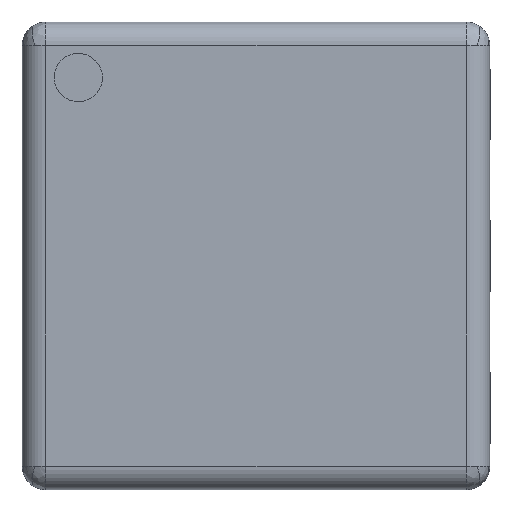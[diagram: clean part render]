
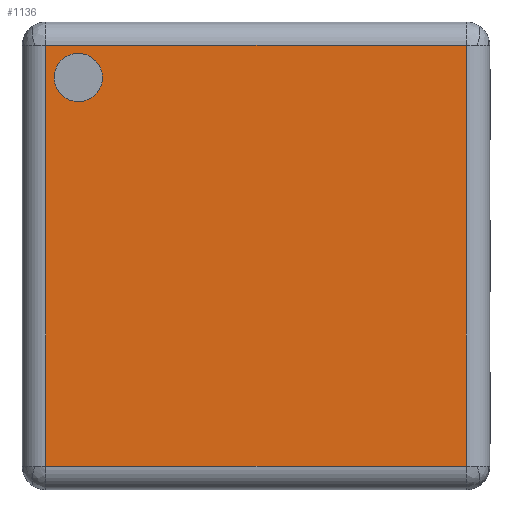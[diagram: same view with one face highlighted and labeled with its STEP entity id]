
A CAD part, top view. The second image highlights one B-rep face of the part: STEP entity #1136.
In plain terms, the highlighted planar face has unit normal (0, 0, 1).
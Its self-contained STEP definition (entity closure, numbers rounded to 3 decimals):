
#8 = CARTESIAN_POINT ( 'NONE',  ( -0.657, 0.763, 0.61 ) ) ;
#52 = CARTESIAN_POINT ( 'NONE',  ( -0.657, 0.763, 0.61 ) ) ;
#67 = CARTESIAN_POINT ( 'NONE',  ( -0.666, 0.709, 0.61 ) ) ;
#183 = CARTESIAN_POINT ( 'NONE',  ( -0.76, 0.871, 0.61 ) ) ;
#201 = CARTESIAN_POINT ( 'NONE',  ( -0.666, 0.817, 0.61 ) ) ;
#274 = EDGE_LOOP ( 'NONE', ( #554, #1438, #3179, #992 ) ) ;
#281 = EDGE_CURVE ( 'NONE', #999, #2838, #974, .T. ) ;
#369 = VECTOR ( 'NONE', #916, 1000. ) ;
#416 = CARTESIAN_POINT ( 'NONE',  ( -0.657, 0.781, 0.61 ) ) ;
#422 = ORIENTED_EDGE ( 'NONE', *, *, #281, .T. ) ;
#461 = AXIS2_PLACEMENT_3D ( 'NONE', #2183, #2415, #1913 ) ;
#469 = VECTOR ( 'NONE', #2642, 1000. ) ;
#554 = ORIENTED_EDGE ( 'NONE', *, *, #597, .F. ) ;
#597 = EDGE_CURVE ( 'NONE', #1420, #2988, #1594, .T. ) ;
#638 = CARTESIAN_POINT ( 'NONE',  ( -0.864, 0.763, 0.61 ) ) ;
#677 = CARTESIAN_POINT ( 'NONE',  ( -0.854, 0.817, 0.61 ) ) ;
#726 = CARTESIAN_POINT ( 'NONE',  ( -0.9, 0.5, 0.61 ) ) ;
#823 = CARTESIAN_POINT ( 'NONE',  ( -0.854, 0.709, 0.61 ) ) ;
#899 = LINE ( 'NONE', #3210, #369 ) ;
#916 = DIRECTION ( 'NONE',  ( -1., 0., 0. ) ) ;
#974 = B_SPLINE_CURVE_WITH_KNOTS ( 'NONE', 3,
 ( #2437, #1363, #677, #2758, #183, #1453, #201, #416, #2230 ),
 .UNSPECIFIED., .F., .F.,
 ( 4, 1, 1, 1, 1, 1, 4 ),
 ( 0.5, 0.583, 0.667, 0.75, 0.833, 0.917, 1. ),
 .UNSPECIFIED. ) ;
#992 = ORIENTED_EDGE ( 'NONE', *, *, #1038, .F. ) ;
#993 = DIRECTION ( 'NONE',  ( 0., 1., 0. ) ) ;
#999 = VERTEX_POINT ( 'NONE', #638 ) ;
#1012 = CARTESIAN_POINT ( 'NONE',  ( 0.9, -0.5, 0.61 ) ) ;
#1038 = EDGE_CURVE ( 'NONE', #2988, #2236, #899, .T. ) ;
#1136 = ADVANCED_FACE ( 'NONE', ( #3247, #1634 ), #2667, .T. ) ;
#1244 = B_SPLINE_CURVE_WITH_KNOTS ( 'NONE', 3,
 ( #52, #2378, #67, #2598, #2111, #2126, #823, #1854, #1285 ),
 .UNSPECIFIED., .F., .F.,
 ( 4, 1, 1, 1, 1, 1, 4 ),
 ( 0., 0.083, 0.167, 0.25, 0.333, 0.417, 0.5 ),
 .UNSPECIFIED. ) ;
#1285 = CARTESIAN_POINT ( 'NONE',  ( -0.864, 0.763, 0.61 ) ) ;
#1363 = CARTESIAN_POINT ( 'NONE',  ( -0.864, 0.781, 0.61 ) ) ;
#1379 = LINE ( 'NONE', #1607, #469 ) ;
#1420 = VERTEX_POINT ( 'NONE', #1764 ) ;
#1438 = ORIENTED_EDGE ( 'NONE', *, *, #1464, .F. ) ;
#1453 = CARTESIAN_POINT ( 'NONE',  ( -0.706, 0.857, 0.61 ) ) ;
#1464 = EDGE_CURVE ( 'NONE', #2316, #1420, #1379, .T. ) ;
#1594 = LINE ( 'NONE', #1012, #1723 ) ;
#1607 = CARTESIAN_POINT ( 'NONE',  ( 0.5, 0.9, 0.61 ) ) ;
#1634 = FACE_BOUND ( 'NONE', #1651, .T. ) ;
#1651 = EDGE_LOOP ( 'NONE', ( #1934, #422 ) ) ;
#1710 = VECTOR ( 'NONE', #993, 1000. ) ;
#1723 = VECTOR ( 'NONE', #2602, 1000. ) ;
#1764 = CARTESIAN_POINT ( 'NONE',  ( 0.9, 0.9, 0.61 ) ) ;
#1854 = CARTESIAN_POINT ( 'NONE',  ( -0.864, 0.745, 0.61 ) ) ;
#1913 = DIRECTION ( 'NONE',  ( 1., 0., 0. ) ) ;
#1934 = ORIENTED_EDGE ( 'NONE', *, *, #3117, .T. ) ;
#2111 = CARTESIAN_POINT ( 'NONE',  ( -0.76, 0.655, 0.61 ) ) ;
#2126 = CARTESIAN_POINT ( 'NONE',  ( -0.814, 0.669, 0.61 ) ) ;
#2183 = CARTESIAN_POINT ( 'NONE',  ( 0., 0., 0.61 ) ) ;
#2230 = CARTESIAN_POINT ( 'NONE',  ( -0.657, 0.763, 0.61 ) ) ;
#2236 = VERTEX_POINT ( 'NONE', #2369 ) ;
#2285 = EDGE_CURVE ( 'NONE', #2236, #2316, #2790, .T. ) ;
#2300 = CARTESIAN_POINT ( 'NONE',  ( 0.9, -0.9, 0.61 ) ) ;
#2316 = VERTEX_POINT ( 'NONE', #2833 ) ;
#2369 = CARTESIAN_POINT ( 'NONE',  ( -0.9, -0.9, 0.61 ) ) ;
#2378 = CARTESIAN_POINT ( 'NONE',  ( -0.657, 0.745, 0.61 ) ) ;
#2415 = DIRECTION ( 'NONE',  ( 0., 0., 1. ) ) ;
#2437 = CARTESIAN_POINT ( 'NONE',  ( -0.864, 0.763, 0.61 ) ) ;
#2598 = CARTESIAN_POINT ( 'NONE',  ( -0.706, 0.669, 0.61 ) ) ;
#2602 = DIRECTION ( 'NONE',  ( 0., -1., 0. ) ) ;
#2642 = DIRECTION ( 'NONE',  ( 1., 0., 0. ) ) ;
#2667 = PLANE ( 'NONE',  #461 ) ;
#2758 = CARTESIAN_POINT ( 'NONE',  ( -0.814, 0.857, 0.61 ) ) ;
#2790 = LINE ( 'NONE', #726, #1710 ) ;
#2833 = CARTESIAN_POINT ( 'NONE',  ( -0.9, 0.9, 0.61 ) ) ;
#2838 = VERTEX_POINT ( 'NONE', #8 ) ;
#2988 = VERTEX_POINT ( 'NONE', #2300 ) ;
#3117 = EDGE_CURVE ( 'NONE', #2838, #999, #1244, .T. ) ;
#3179 = ORIENTED_EDGE ( 'NONE', *, *, #2285, .F. ) ;
#3210 = CARTESIAN_POINT ( 'NONE',  ( -0.5, -0.9, 0.61 ) ) ;
#3247 = FACE_OUTER_BOUND ( 'NONE', #274, .T. ) ;
